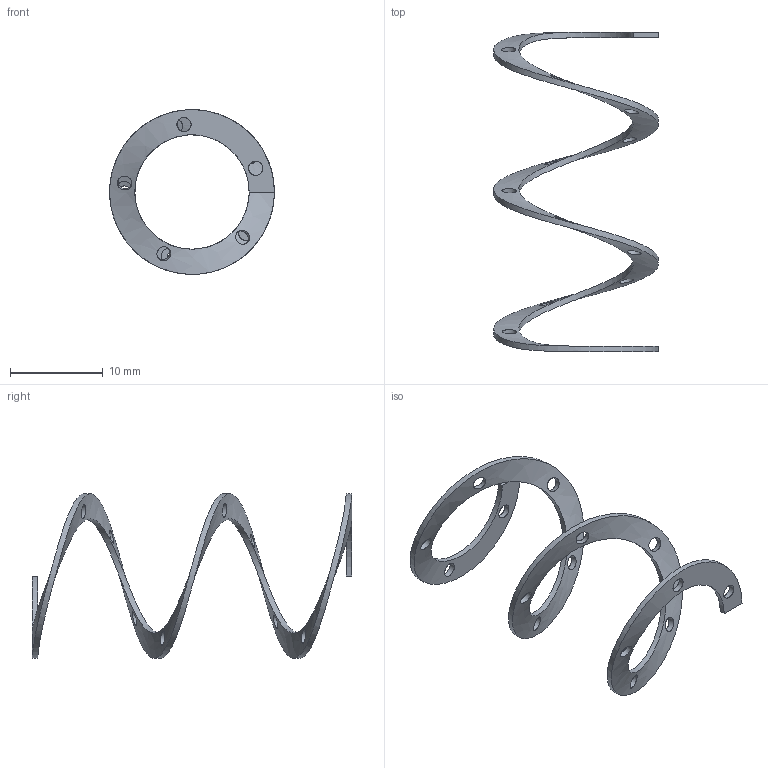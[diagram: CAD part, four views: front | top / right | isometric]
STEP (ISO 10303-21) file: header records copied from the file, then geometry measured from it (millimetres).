
FILE_DESCRIPTION((''),'2;1');
FILE_NAME('Part2.stp','2018-09-08T00:55:10',('Mikes'),(''),'Autodesk Inventor 2010','Autodesk Inventor 2010','');
FILE_SCHEMA(('AUTOMOTIVE_DESIGN { 1 0 10303 214 1 1 1 1 }'));
Length unit declared in the file: millimetre
Products named in the file (1): Part2
Bounding box: 17.72 x 34.35 x 17.72 mm (x, y, z)
Volume: 220.8 mm3; surface area: 959.6 mm2
Topology: 1 solids, 1 shells, 21 faces, 77 edges, 65 vertices
Faces by surface type: cylinder 15, bspline 4, plane 2
Full cylindrical faces by diameter (mm): 1.528 x15
Entity records: 3737 total; most frequent: CARTESIAN_POINT 3202, ORIENTED_EDGE 84, EDGE_LOOP 66, DIRECTION 50, FACE_BOUND 45, EDGE_CURVE 42, VERTEX_POINT 38, B_SPLINE_CURVE_WITH_KNOTS 35
